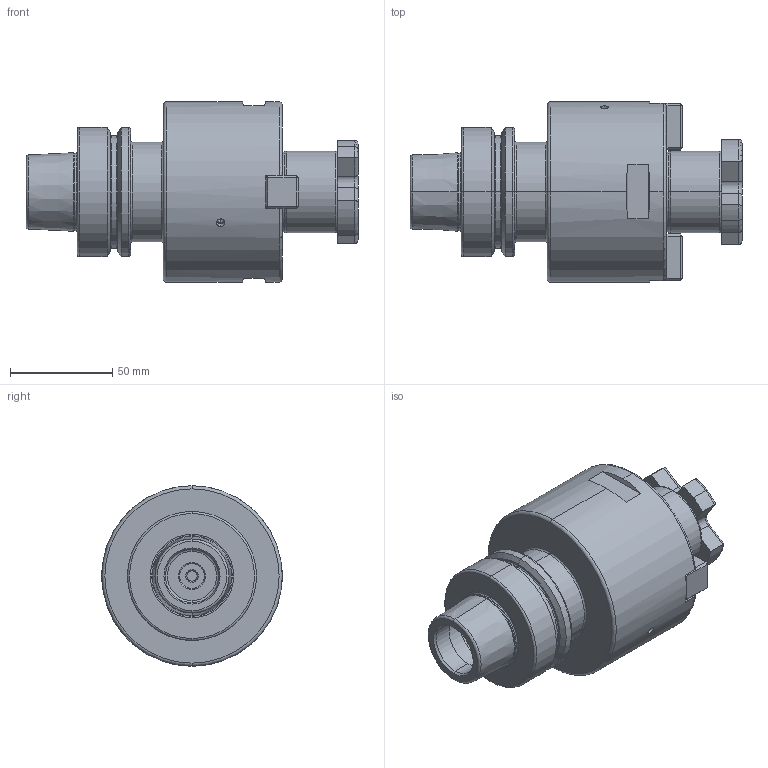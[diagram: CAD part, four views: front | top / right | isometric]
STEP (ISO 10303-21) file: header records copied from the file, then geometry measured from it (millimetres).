
FILE_DESCRIPTION (( 'STEP AP203' ), '1' );
FILE_NAME ('F63.11.40.STEP', '2017-12-27T03:02:54', ( '' ), ( '' ), 'SwSTEP 2.0', 'SolidWorks 2012', '' );
FILE_SCHEMA (( 'CONFIG_CONTROL_DESIGN' ));
Length unit declared in the file: millimetre
Products named in the file (5): 102.11.32_M5xP0.8-14L; 十字螺絲FMB40; 面銑刀墊塊40; F63.11.40
Assembly tree (6 placements, depth 2):
  F63.11.40
    F63.11.40
    面銑刀墊塊40  x2
    102.11.32_M5xP0.8-14L  x2
    十字螺絲FMB40
Bounding box: 162 x 88 x 88 mm (x, y, z)
Volume: 489569.1 mm3; surface area: 76160.9 mm2
Topology: 6 solids, 6 shells, 638 faces, 1635 edges, 1013 vertices
Faces by surface type: cylinder 328, plane 133, cone 82, torus 60, bspline 35
Entity records: 35896 total; most frequent: CARTESIAN_POINT 23660, ORIENTED_EDGE 2762, DIRECTION 2190, EDGE_CURVE 1381, VERTEX_POINT 868, AXIS2_PLACEMENT_3D 842, EDGE_LOOP 567, FACE_OUTER_BOUND 538
